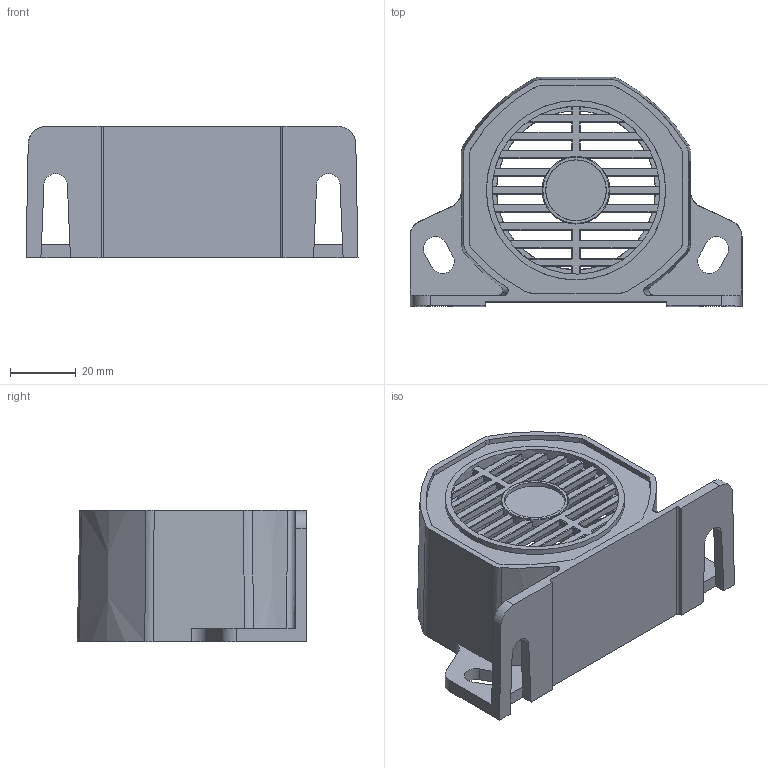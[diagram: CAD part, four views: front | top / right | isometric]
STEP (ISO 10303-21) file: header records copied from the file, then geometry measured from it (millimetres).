
FILE_DESCRIPTION(/* description */ (''),/* implementation_level */ '2;1');
FILE_NAME(/* name */ '24036-4.17.stp',/* time_stamp */ '2024-04-17T17:03:50+08:00',/* author */ (''),/* organization */ (''),/* preprocessor_version */ 'ST-DEVELOPER v16',/* originating_system */ 'SIEMENS PLM Software NX 10.0',/* authorisation */ '');
FILE_SCHEMA (('AUTOMOTIVE_DESIGN { 1 0 10303 214 3 1 1 1 }'));
Length unit declared in the file: millimetre
Products named in the file (1): Admi1920CE812jcr
Bounding box: 101.3 x 69.97 x 40 mm (x, y, z)
Volume: 37554.7 mm3; surface area: 35018 mm2
Topology: 1 solids, 1 shells, 360 faces, 1075 edges, 683 vertices
Faces by surface type: plane 176, cylinder 90, cone 41, bspline 32, torus 21
Full cylindrical faces by diameter (mm): 48.4 x1, 51.2 x1
Entity records: 13535 total; most frequent: CARTESIAN_POINT 3983, ORIENTED_EDGE 2114, DIRECTION 1914, EDGE_CURVE 1057, AXIS2_PLACEMENT_3D 691, VERTEX_POINT 675, LINE 532, VECTOR 532
